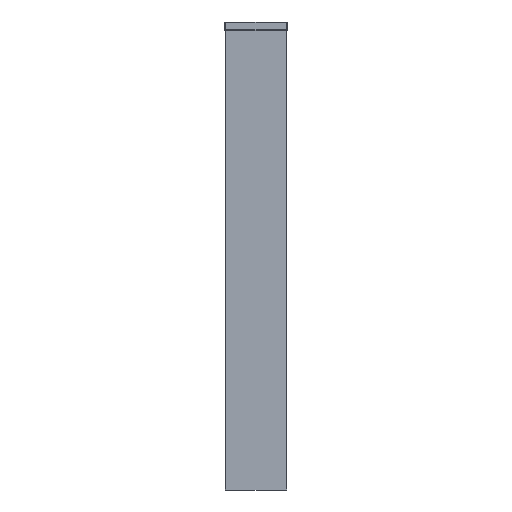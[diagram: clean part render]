
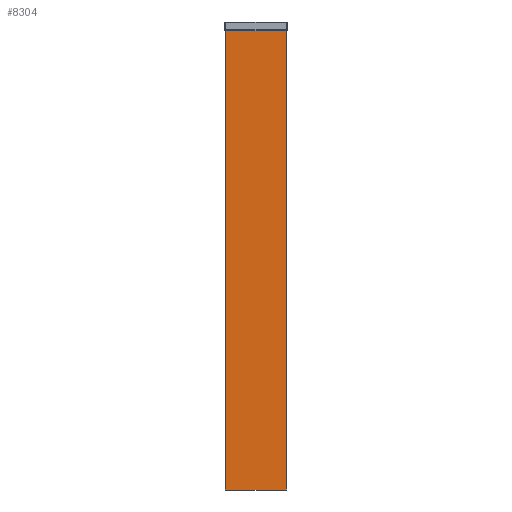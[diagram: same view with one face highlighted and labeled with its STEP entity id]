
A CAD part, front view. The second image highlights one B-rep face of the part: STEP entity #8304.
In plain terms, the highlighted planar face has unit normal (0, -1, 0).
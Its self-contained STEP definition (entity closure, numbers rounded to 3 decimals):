
#184 = VECTOR ( 'NONE', #5227, 1000. ) ;
#194 = LINE ( 'NONE', #6465, #939 ) ;
#416 = LINE ( 'NONE', #2514, #184 ) ;
#624 = CARTESIAN_POINT ( 'NONE',  ( 0., 0., 3050. ) ) ;
#735 = CARTESIAN_POINT ( 'NONE',  ( 198.5, 0., 2994.341 ) ) ;
#939 = VECTOR ( 'NONE', #2909, 1000. ) ;
#1119 = EDGE_CURVE ( 'NONE', #7181, #2563, #8762, .T. ) ;
#1651 = ORIENTED_EDGE ( 'NONE', *, *, #4695, .F. ) ;
#1756 = CARTESIAN_POINT ( 'NONE',  ( -197.5, 0., 0. ) ) ;
#2051 = PLANE ( 'NONE',  #7305 ) ;
#2204 = VECTOR ( 'NONE', #6906, 1000. ) ;
#2514 = CARTESIAN_POINT ( 'NONE',  ( -197.5, 0., 3050. ) ) ;
#2563 = VERTEX_POINT ( 'NONE', #7691 ) ;
#2578 = FACE_OUTER_BOUND ( 'NONE', #6888, .T. ) ;
#2909 = DIRECTION ( 'NONE',  ( 0., 0., -1. ) ) ;
#2922 = ORIENTED_EDGE ( 'NONE', *, *, #1119, .T. ) ;
#3549 = EDGE_CURVE ( 'NONE', #5512, #3887, #4193, .T. ) ;
#3887 = VERTEX_POINT ( 'NONE', #5039 ) ;
#4193 = LINE ( 'NONE', #4274, #2204 ) ;
#4274 = CARTESIAN_POINT ( 'NONE',  ( 0., 0., 0. ) ) ;
#4695 = EDGE_CURVE ( 'NONE', #7181, #3887, #194, .T. ) ;
#4740 = DIRECTION ( 'NONE',  ( -1., 0., 0. ) ) ;
#4774 = CARTESIAN_POINT ( 'NONE',  ( 197.5, 0., 2994.341 ) ) ;
#5039 = CARTESIAN_POINT ( 'NONE',  ( 197.5, 0., 0. ) ) ;
#5227 = DIRECTION ( 'NONE',  ( 0., 0., -1. ) ) ;
#5384 = DIRECTION ( 'NONE',  ( 0., 1., 0. ) ) ;
#5419 = VECTOR ( 'NONE', #4740, 1000. ) ;
#5512 = VERTEX_POINT ( 'NONE', #1756 ) ;
#5519 = EDGE_CURVE ( 'NONE', #2563, #5512, #416, .T. ) ;
#6465 = CARTESIAN_POINT ( 'NONE',  ( 197.5, 0., 3050. ) ) ;
#6641 = DIRECTION ( 'NONE',  ( -1., 0., 0. ) ) ;
#6888 = EDGE_LOOP ( 'NONE', ( #1651, #2922, #7539, #8500 ) ) ;
#6906 = DIRECTION ( 'NONE',  ( 1., 0., 0. ) ) ;
#7181 = VERTEX_POINT ( 'NONE', #4774 ) ;
#7305 = AXIS2_PLACEMENT_3D ( 'NONE', #624, #5384, #6641 ) ;
#7539 = ORIENTED_EDGE ( 'NONE', *, *, #5519, .T. ) ;
#7691 = CARTESIAN_POINT ( 'NONE',  ( -197.5, 0., 2994.341 ) ) ;
#8304 = ADVANCED_FACE ( 'NONE', ( #2578 ), #2051, .F. ) ;
#8500 = ORIENTED_EDGE ( 'NONE', *, *, #3549, .T. ) ;
#8762 = LINE ( 'NONE', #735, #5419 ) ;
